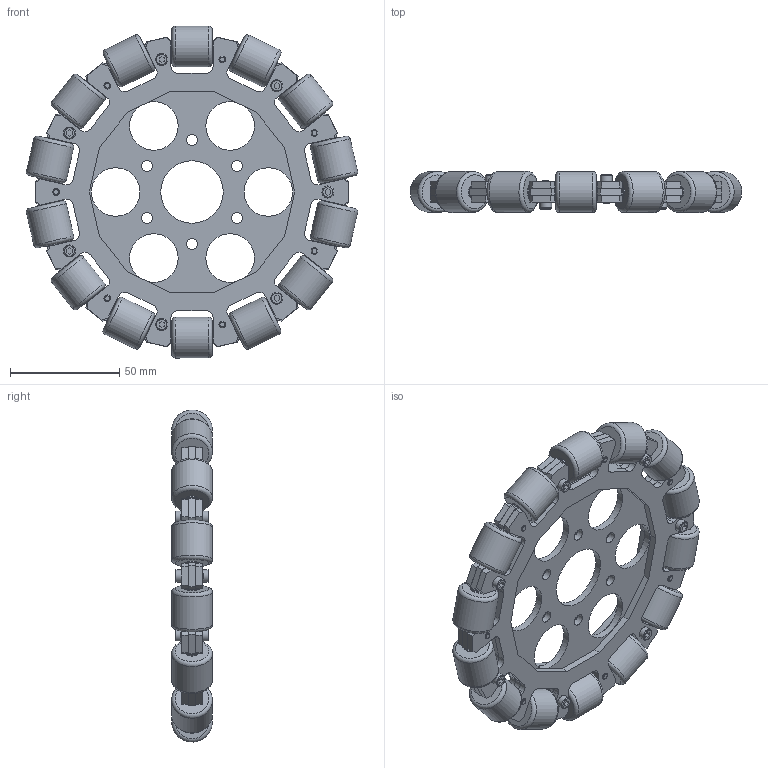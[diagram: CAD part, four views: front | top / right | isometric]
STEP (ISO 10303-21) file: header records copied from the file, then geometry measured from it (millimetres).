
FILE_DESCRIPTION (( 'STEP AP214' ), '1' );
FILE_NAME ('am-0097 6IN Aluminum Omni V2.STEP', '2020-02-19T17:00:38', ( '' ), ( '' ), 'SwSTEP 2.0', 'SolidWorks 2019', '' );
FILE_SCHEMA (( 'AUTOMOTIVE_DESIGN' ));
Length unit declared in the file: inch
Products named in the file (21): Roller Rubber Omni; Omni roller; am-0097 6IN Aluminum Omni V2; SHCS M3 x 10mm; Bushing Omni; Axel Omni; 6 Aluminum Omni Outer Plate; 6 Alum Omni Inner Plate
Assembly tree (87 placements, depth 3):
  am-0097 6IN Aluminum Omni V2
    6 Alum Omni Inner Plate
    6 Aluminum Omni Outer Plate  x2
    Omni roller
      Roller Rubber Omni
      Bushing Omni  x2
      Axel Omni
    SHCS M3 x 10mm  x14
    Omni roller
      Roller Rubber Omni
      Bushing Omni  x2
      Axel Omni
    Omni roller
      Roller Rubber Omni
      Bushing Omni  x2
      Axel Omni
    Omni roller
      Roller Rubber Omni
      Bushing Omni  x2
      Axel Omni
    Omni roller
      Roller Rubber Omni
      Bushing Omni  x2
      Axel Omni
    Omni roller
      Roller Rubber Omni
      Bushing Omni  x2
      Axel Omni
    Omni roller
      Roller Rubber Omni
      Bushing Omni  x2
      Axel Omni
    Omni roller
      Roller Rubber Omni
      Bushing Omni  x2
      Axel Omni
    Omni roller
      Roller Rubber Omni
      Bushing Omni  x2
      Axel Omni
    Omni roller
      Roller Rubber Omni
      Bushing Omni  x2
      Axel Omni
    Omni roller
      Roller Rubber Omni
      Bushing Omni  x2
      Axel Omni
    Omni roller
      Roller Rubber Omni
      Bushing Omni  x2
      Axel Omni
    Omni roller
      Roller Rubber Omni
      Bushing Omni  x2
      Axel Omni
    Omni roller
      Roller Rubber Omni
      Bushing Omni  x2
      Axel Omni
Bounding box: 151.67 x 18.65 x 152 mm (x, y, z)
Volume: 127983.9 mm3; surface area: 86705.6 mm2
Topology: 73 solids, 73 shells, 1153 faces, 2699 edges, 1748 vertices
Faces by surface type: plane 650, cylinder 321, torus 140, cone 42
Full cylindrical faces by diameter (mm): 2.489 x14, 3 x14, 3.175 x14, 3.251 x56, 3.886 x14, 3.912 x28, 5.182 x6, 5.5 x14, 7.366 x28, 18.72 x14, 22.225 x6, 28.562 x1
Entity records: 15357 total; most frequent: CARTESIAN_POINT 2533, DIRECTION 2524, ORIENTED_EDGE 2354, EDGE_CURVE 1177, VECTOR 900, LINE 900, VERTEX_POINT 821, AXIS2_PLACEMENT_3D 812
